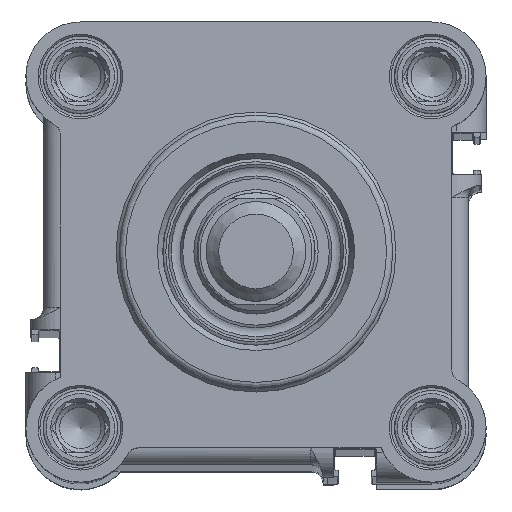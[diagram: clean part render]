
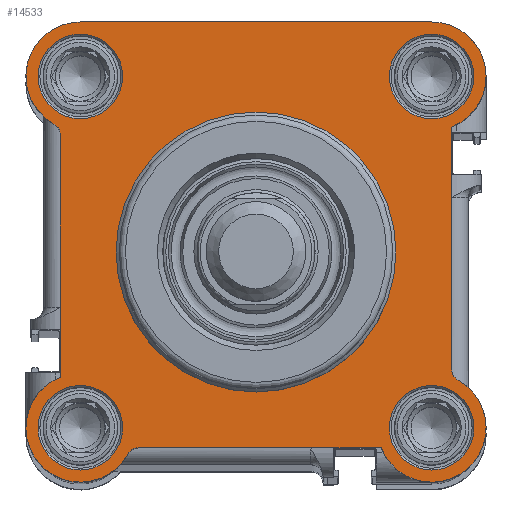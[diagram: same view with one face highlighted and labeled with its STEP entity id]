
A CAD part, top view. The second image highlights one B-rep face of the part: STEP entity #14533.
In plain terms, the highlighted planar face has unit normal (0, 0, 1).
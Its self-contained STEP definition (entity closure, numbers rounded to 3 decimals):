
#448=FACE_BOUND('',#2886,.T.);
#449=FACE_BOUND('',#2887,.T.);
#450=FACE_BOUND('',#2888,.T.);
#451=FACE_BOUND('',#2889,.T.);
#452=FACE_BOUND('',#2890,.T.);
#1006=PLANE('',#15917);
#1736=FACE_OUTER_BOUND('',#2885,.T.);
#2885=EDGE_LOOP('',(#11326,#11327,#11328,#11329,#11330,#11331,#11332,#11333,
#11334,#11335,#11336));
#2886=EDGE_LOOP('',(#11337));
#2887=EDGE_LOOP('',(#11338));
#2888=EDGE_LOOP('',(#11339));
#2889=EDGE_LOOP('',(#11340));
#2890=EDGE_LOOP('',(#11341));
#4367=LINE('',#23810,#5191);
#4377=LINE('',#23875,#5201);
#4410=LINE('',#24081,#5234);
#4426=LINE('',#24121,#5250);
#5191=VECTOR('',#18744,56.5);
#5201=VECTOR('',#18768,38.947);
#5234=VECTOR('',#18873,38.947);
#5250=VECTOR('',#18917,38.947);
#6022=CIRCLE('',#15905,2.);
#6023=CIRCLE('',#15908,2.);
#6024=CIRCLE('',#15918,8.75);
#6025=CIRCLE('',#15919,8.75);
#6026=CIRCLE('',#15920,2.);
#6027=CIRCLE('',#15921,8.75);
#6028=CIRCLE('',#15922,8.75);
#6029=CIRCLE('',#15923,6.8);
#6030=CIRCLE('',#15924,6.8);
#6031=CIRCLE('',#15925,22.5);
#6032=CIRCLE('',#15926,6.8);
#6033=CIRCLE('',#15927,6.8);
#7106=VERTEX_POINT('',#23806);
#7108=VERTEX_POINT('',#23809);
#7121=VERTEX_POINT('',#23872);
#7122=VERTEX_POINT('',#23874);
#7159=VERTEX_POINT('',#24068);
#7160=VERTEX_POINT('',#24070);
#7163=VERTEX_POINT('',#24079);
#7164=VERTEX_POINT('',#24083);
#7171=VERTEX_POINT('',#24116);
#7172=VERTEX_POINT('',#24118);
#7173=VERTEX_POINT('',#24120);
#7174=VERTEX_POINT('',#24124);
#7175=VERTEX_POINT('',#24126);
#7176=VERTEX_POINT('',#24128);
#7177=VERTEX_POINT('',#24130);
#7178=VERTEX_POINT('',#24132);
#8689=EDGE_CURVE('',#7106,#7108,#4367,.T.);
#8703=EDGE_CURVE('',#7122,#7121,#4377,.T.);
#8756=EDGE_CURVE('',#7159,#7160,#6022,.T.);
#8762=EDGE_CURVE('',#7159,#7163,#4410,.T.);
#8763=EDGE_CURVE('',#7122,#7164,#6023,.T.);
#8779=EDGE_CURVE('',#7163,#7164,#6024,.T.);
#8780=EDGE_CURVE('',#7121,#7171,#6025,.T.);
#8781=EDGE_CURVE('',#7172,#7171,#6026,.T.);
#8782=EDGE_CURVE('',#7172,#7173,#4426,.T.);
#8783=EDGE_CURVE('',#7173,#7108,#6027,.T.);
#8784=EDGE_CURVE('',#7160,#7106,#6028,.T.);
#8785=EDGE_CURVE('',#7174,#7174,#6029,.T.);
#8786=EDGE_CURVE('',#7175,#7175,#6030,.T.);
#8787=EDGE_CURVE('',#7176,#7176,#6031,.T.);
#8788=EDGE_CURVE('',#7177,#7177,#6032,.T.);
#8789=EDGE_CURVE('',#7178,#7178,#6033,.T.);
#11326=ORIENTED_EDGE('',*,*,#8779,.T.);
#11327=ORIENTED_EDGE('',*,*,#8763,.F.);
#11328=ORIENTED_EDGE('',*,*,#8703,.T.);
#11329=ORIENTED_EDGE('',*,*,#8780,.T.);
#11330=ORIENTED_EDGE('',*,*,#8781,.F.);
#11331=ORIENTED_EDGE('',*,*,#8782,.T.);
#11332=ORIENTED_EDGE('',*,*,#8783,.T.);
#11333=ORIENTED_EDGE('',*,*,#8689,.F.);
#11334=ORIENTED_EDGE('',*,*,#8784,.F.);
#11335=ORIENTED_EDGE('',*,*,#8756,.F.);
#11336=ORIENTED_EDGE('',*,*,#8762,.T.);
#11337=ORIENTED_EDGE('',*,*,#8785,.F.);
#11338=ORIENTED_EDGE('',*,*,#8786,.F.);
#11339=ORIENTED_EDGE('',*,*,#8787,.T.);
#11340=ORIENTED_EDGE('',*,*,#8788,.F.);
#11341=ORIENTED_EDGE('',*,*,#8789,.F.);
#14533=ADVANCED_FACE('',(#1736,#448,#449,#450,#451,#452),#1006,.F.);
#15905=AXIS2_PLACEMENT_3D('',#24071,#18864,#18865);
#15908=AXIS2_PLACEMENT_3D('',#24084,#18876,#18877);
#15917=AXIS2_PLACEMENT_3D('',#24114,#18909,#18910);
#15918=AXIS2_PLACEMENT_3D('',#24115,#18911,#18912);
#15919=AXIS2_PLACEMENT_3D('',#24117,#18913,#18914);
#15920=AXIS2_PLACEMENT_3D('',#24119,#18915,#18916);
#15921=AXIS2_PLACEMENT_3D('',#24122,#18918,#18919);
#15922=AXIS2_PLACEMENT_3D('',#24123,#18920,#18921);
#15923=AXIS2_PLACEMENT_3D('',#24125,#18922,#18923);
#15924=AXIS2_PLACEMENT_3D('',#24127,#18924,#18925);
#15925=AXIS2_PLACEMENT_3D('',#24129,#18926,#18927);
#15926=AXIS2_PLACEMENT_3D('',#24131,#18928,#18929);
#15927=AXIS2_PLACEMENT_3D('',#24133,#18930,#18931);
#18744=DIRECTION('',(1.,0.,0.));
#18768=DIRECTION('',(1.,0.,0.));
#18864=DIRECTION('center_axis',(0.,0.,
1.));
#18865=DIRECTION('ref_axis',(0.861,0.508,0.));
#18873=DIRECTION('',(0.,-1.,0.));
#18876=DIRECTION('center_axis',(0.,0.,
1.));
#18877=DIRECTION('ref_axis',(-0.508,0.861,0.));
#18909=DIRECTION('center_axis',(0.,0.,
-1.));
#18910=DIRECTION('ref_axis',(-1.,0.,0.));
#18911=DIRECTION('center_axis',(0.,0.,
1.));
#18912=DIRECTION('ref_axis',(0.366,-0.931,0.));
#18913=DIRECTION('center_axis',(0.,0.,
1.));
#18914=DIRECTION('ref_axis',(0.931,0.366,0.));
#18915=DIRECTION('center_axis',(0.,0.,
1.));
#18916=DIRECTION('ref_axis',(-0.861,-0.508,0.));
#18917=DIRECTION('',(0.,1.,0.));
#18918=DIRECTION('center_axis',(0.,0.,
1.));
#18919=DIRECTION('ref_axis',(-0.366,0.931,0.));
#18920=DIRECTION('center_axis',(0.,0.,
-1.));
#18921=DIRECTION('ref_axis',(-0.707,0.707,0.));
#18922=DIRECTION('center_axis',(0.,0.,
1.));
#18923=DIRECTION('ref_axis',(-1.,0.,0.));
#18924=DIRECTION('center_axis',(0.,0.,
1.));
#18925=DIRECTION('ref_axis',(-1.,0.,0.));
#18926=DIRECTION('center_axis',(0.,0.,
-1.));
#18927=DIRECTION('ref_axis',(-1.,0.,0.));
#18928=DIRECTION('center_axis',(0.,0.,
1.));
#18929=DIRECTION('ref_axis',(-1.,0.,0.));
#18930=DIRECTION('center_axis',(0.,0.,
1.));
#18931=DIRECTION('ref_axis',(-1.,0.,0.));
#23806=CARTESIAN_POINT('',(-28.25,37.,721.));
#23809=CARTESIAN_POINT('',(28.25,37.,721.));
#23810=CARTESIAN_POINT('',(-37.,37.,721.));
#23872=CARTESIAN_POINT('',(20.106,-31.45,721.));
#23874=CARTESIAN_POINT('',(-18.841,-31.45,721.));
#23875=CARTESIAN_POINT('',(10.053,-31.45,721.));
#24068=CARTESIAN_POINT('',(-31.45,18.841,721.));
#24070=CARTESIAN_POINT('',(-32.483,20.592,721.));
#24071=CARTESIAN_POINT('Origin',(-33.45,18.841,721.));
#24079=CARTESIAN_POINT('',(-31.45,-20.106,721.));
#24081=CARTESIAN_POINT('',(-31.45,-10.053,721.));
#24083=CARTESIAN_POINT('',(-20.592,-32.483,721.));
#24084=CARTESIAN_POINT('Origin',(-18.841,-33.45,721.));
#24114=CARTESIAN_POINT('Origin',(0.,0.,
721.));
#24115=CARTESIAN_POINT('Origin',(-28.25,-28.25,721.));
#24116=CARTESIAN_POINT('',(32.483,-20.592,721.));
#24117=CARTESIAN_POINT('Origin',(28.25,-28.25,721.));
#24118=CARTESIAN_POINT('',(31.45,-18.841,721.));
#24119=CARTESIAN_POINT('Origin',(33.45,-18.841,721.));
#24120=CARTESIAN_POINT('',(31.45,20.106,721.));
#24121=CARTESIAN_POINT('',(31.45,10.053,721.));
#24122=CARTESIAN_POINT('Origin',(28.25,28.25,721.));
#24123=CARTESIAN_POINT('Origin',(-28.25,28.25,721.));
#24124=CARTESIAN_POINT('',(-21.45,28.25,721.));
#24125=CARTESIAN_POINT('Origin',(-28.25,28.25,721.));
#24126=CARTESIAN_POINT('',(35.05,-28.25,721.));
#24127=CARTESIAN_POINT('Origin',(28.25,-28.25,721.));
#24128=CARTESIAN_POINT('',(22.5,0.,721.));
#24129=CARTESIAN_POINT('Origin',(0.,0.,
721.));
#24130=CARTESIAN_POINT('',(-21.45,-28.25,721.));
#24131=CARTESIAN_POINT('Origin',(-28.25,-28.25,721.));
#24132=CARTESIAN_POINT('',(35.05,28.25,721.));
#24133=CARTESIAN_POINT('Origin',(28.25,28.25,721.));
